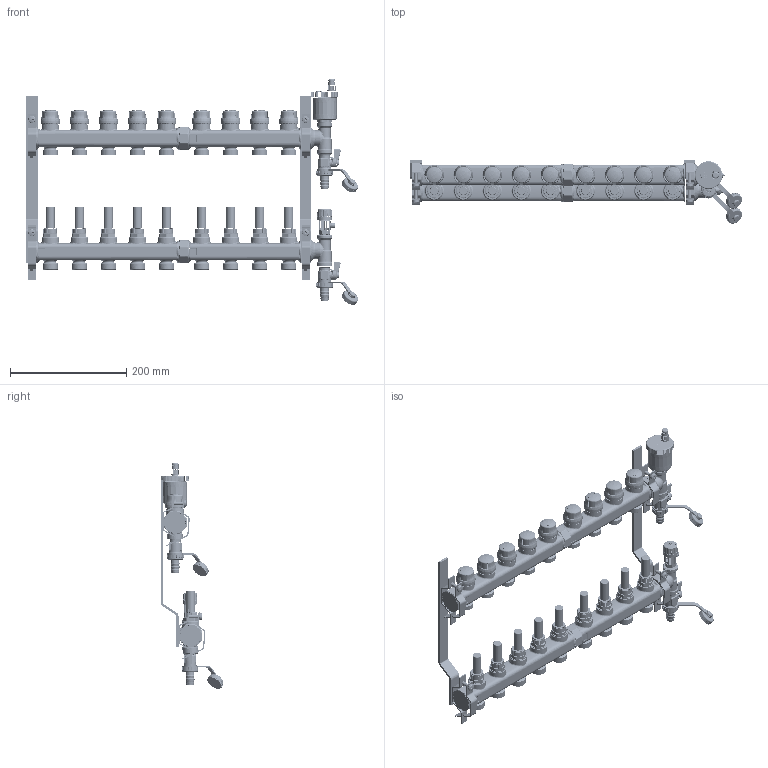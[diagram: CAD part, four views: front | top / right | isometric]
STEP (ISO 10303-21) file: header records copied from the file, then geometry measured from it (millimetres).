
FILE_DESCRIPTION(('CATIA V5 STEP Exchange'),'2;1');
FILE_NAME('STEP_6656I1_-_TST.stp','2018-02-27T13:00:54+00:00',('none'),('none'),'CATIA Version 5-6 Release 2016 SP4','CATIA V5 STEP AP203','none');
FILE_SCHEMA(('CONFIG_CONTROL_DESIGN'));
Products named in the file (1): _6656i10001_sw0001
Bounding box: 571.65 x 108.43 x 388.81 mm (x, y, z)
Surface area: 345292.2 mm2 (no closed solid volume)
Topology: 0 solids, 240 shells, 4835 faces, 16001 edges, 10738 vertices
Faces by surface type: cylinder 1470, bspline 979, plane 842, torus 813, cone 386, sphere 345
Entity records: 230958 total; most frequent: CARTESIAN_POINT 117905, ORIENTED_EDGE 25435, DIRECTION 16222, EDGE_CURVE 15779, VERTEX_POINT 10738, AXIS2_PLACEMENT_3D 8408, B_SPLINE_CURVE_WITH_KNOTS 5461, ADVANCED_FACE 4835
